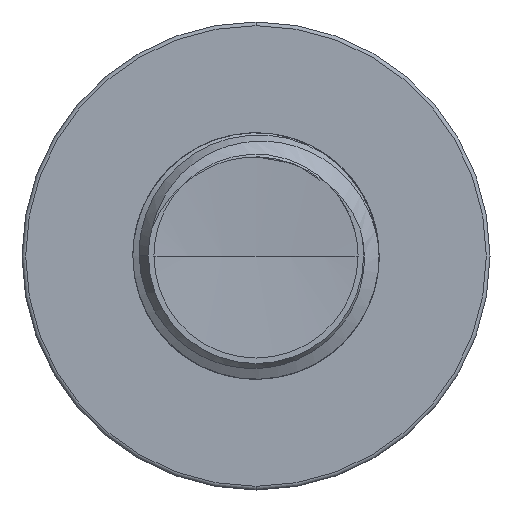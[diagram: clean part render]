
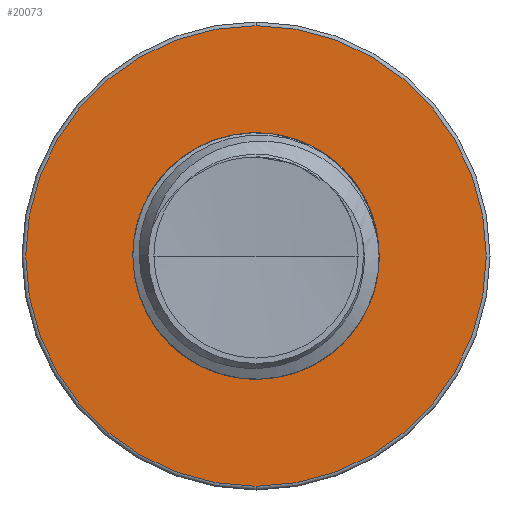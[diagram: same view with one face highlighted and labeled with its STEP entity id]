
A CAD part, front view. The second image highlights one B-rep face of the part: STEP entity #20073.
In plain terms, the highlighted planar face has unit normal (0, -1, 0).
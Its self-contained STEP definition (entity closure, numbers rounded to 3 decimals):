
#22 = VERTEX_POINT ( 'NONE', #27241 ) ;
#344 = DIRECTION ( 'NONE',  ( 0., 0., -1. ) ) ;
#1783 = CARTESIAN_POINT ( 'NONE',  ( 0., 7.5, 4.675 ) ) ;
#2370 = VERTEX_POINT ( 'NONE', #1783 ) ;
#2952 = EDGE_CURVE ( 'NONE', #3510, #3636, #16230, .T. ) ;
#3088 = EDGE_CURVE ( 'NONE', #2370, #22, #15428, .T. ) ;
#3510 = VERTEX_POINT ( 'NONE', #10051 ) ;
#3636 = VERTEX_POINT ( 'NONE', #8835 ) ;
#4579 = FACE_BOUND ( 'NONE', #17869, .T. ) ;
#5338 = CIRCLE ( 'NONE', #14715, 2.438 ) ;
#8066 = CARTESIAN_POINT ( 'NONE',  ( 0., 7.5, 2.438 ) ) ;
#8479 = ORIENTED_EDGE ( 'NONE', *, *, #3088, .T. ) ;
#8835 = CARTESIAN_POINT ( 'NONE',  ( 0., 7.5, 2.438 ) ) ;
#9414 = CARTESIAN_POINT ( 'NONE',  ( 0., 7.5, 0. ) ) ;
#9888 = ORIENTED_EDGE ( 'NONE', *, *, #18833, .T. ) ;
#10051 = CARTESIAN_POINT ( 'NONE',  ( 0., 7.5, -2.438 ) ) ;
#10591 = DIRECTION ( 'NONE',  ( 0., -1., 0. ) ) ;
#10672 = ORIENTED_EDGE ( 'NONE', *, *, #27970, .F. ) ;
#11865 = DIRECTION ( 'NONE',  ( 0., 0., -1. ) ) ;
#12029 = CIRCLE ( 'NONE', #27288, 4.675 ) ;
#13256 = EDGE_LOOP ( 'NONE', ( #9888, #8479 ) ) ;
#13874 = AXIS2_PLACEMENT_3D ( 'NONE', #8066, #10591, #26161 ) ;
#14715 = AXIS2_PLACEMENT_3D ( 'NONE', #9414, #25298, #11865 ) ;
#14847 = DIRECTION ( 'NONE',  ( 0., -1., 0. ) ) ;
#15428 = CIRCLE ( 'NONE', #24914, 4.675 ) ;
#16050 = AXIS2_PLACEMENT_3D ( 'NONE', #22437, #22427, #22407 ) ;
#16230 = CIRCLE ( 'NONE', #16050, 2.438 ) ;
#17869 = EDGE_LOOP ( 'NONE', ( #27334, #10672 ) ) ;
#18833 = EDGE_CURVE ( 'NONE', #22, #2370, #12029, .T. ) ;
#20073 = ADVANCED_FACE ( 'NONE', ( #22278, #4579 ), #22286, .T. ) ;
#21209 = DIRECTION ( 'NONE',  ( 0., 0., -1. ) ) ;
#21220 = DIRECTION ( 'NONE',  ( 0., -1., 0. ) ) ;
#21247 = CARTESIAN_POINT ( 'NONE',  ( 0., 7.5, 0. ) ) ;
#22278 = FACE_OUTER_BOUND ( 'NONE', #13256, .T. ) ;
#22286 = PLANE ( 'NONE',  #13874 ) ;
#22407 = DIRECTION ( 'NONE',  ( 0., 0., -1. ) ) ;
#22427 = DIRECTION ( 'NONE',  ( 0., -1., 0. ) ) ;
#22437 = CARTESIAN_POINT ( 'NONE',  ( 0., 7.5, 0. ) ) ;
#24914 = AXIS2_PLACEMENT_3D ( 'NONE', #21247, #21220, #21209 ) ;
#25298 = DIRECTION ( 'NONE',  ( 0., -1., 0. ) ) ;
#26161 = DIRECTION ( 'NONE',  ( 0., 0., -1. ) ) ;
#27241 = CARTESIAN_POINT ( 'NONE',  ( 0., 7.5, -4.675 ) ) ;
#27288 = AXIS2_PLACEMENT_3D ( 'NONE', #27468, #14847, #344 ) ;
#27334 = ORIENTED_EDGE ( 'NONE', *, *, #2952, .F. ) ;
#27468 = CARTESIAN_POINT ( 'NONE',  ( 0., 7.5, 0. ) ) ;
#27970 = EDGE_CURVE ( 'NONE', #3636, #3510, #5338, .T. ) ;
